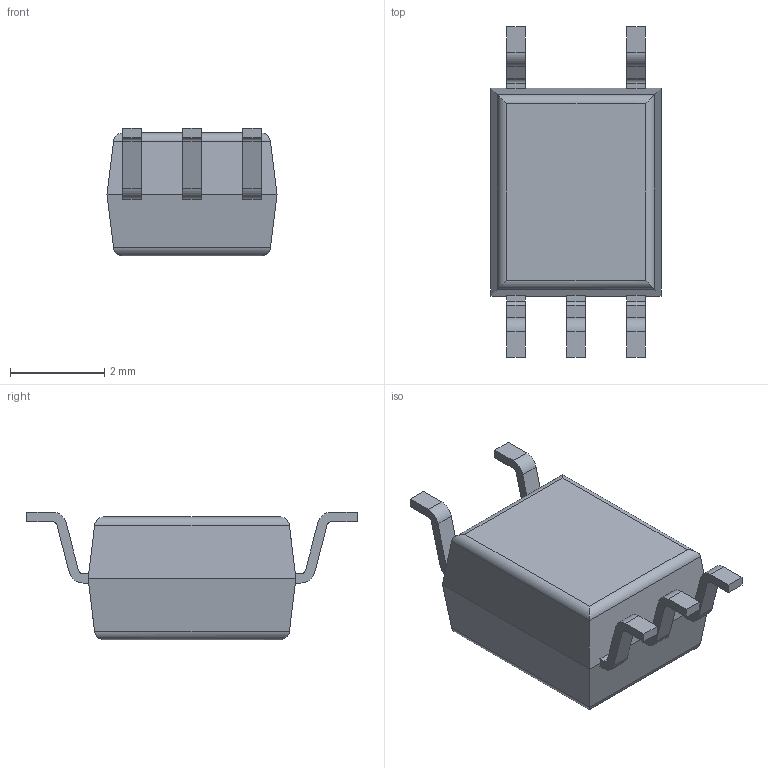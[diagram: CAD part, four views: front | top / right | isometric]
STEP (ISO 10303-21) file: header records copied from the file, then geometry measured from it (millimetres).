
FILE_DESCRIPTION (( 'STEP AP214' ), '1' );
FILE_NAME ('SO-5.STEP', '2020-02-05T10:06:38', ( '' ), ( '' ), 'SwSTEP 2.0', 'SolidWorks 2018', '' );
FILE_SCHEMA (( 'AUTOMOTIVE_DESIGN' ));
Length unit declared in the file: millimetre
Products named in the file (1): SO-5
Bounding box: 3.6 x 7 x 2.7 mm (x, y, z)
Volume: 38.6 mm3; surface area: 78.6 mm2
Topology: 1 solids, 1 shells, 86 faces, 237 edges, 154 vertices
Faces by surface type: plane 56, cylinder 30
Entity records: 3689 total; most frequent: CARTESIAN_POINT 502, ORIENTED_EDGE 474, DIRECTION 447, EDGE_CURVE 237, LINE 185, VECTOR 185, VERTEX_POINT 154, AXIS2_PLACEMENT_3D 131
